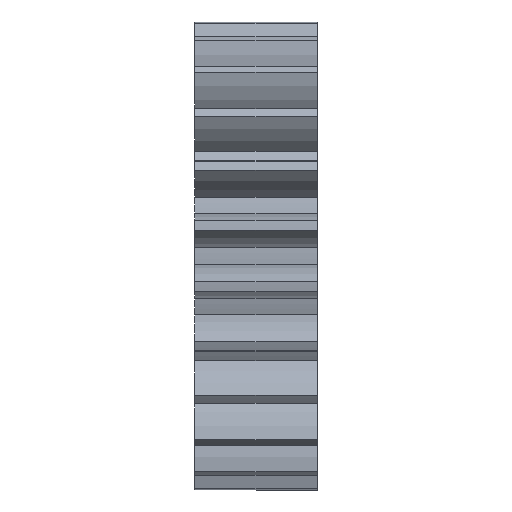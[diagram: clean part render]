
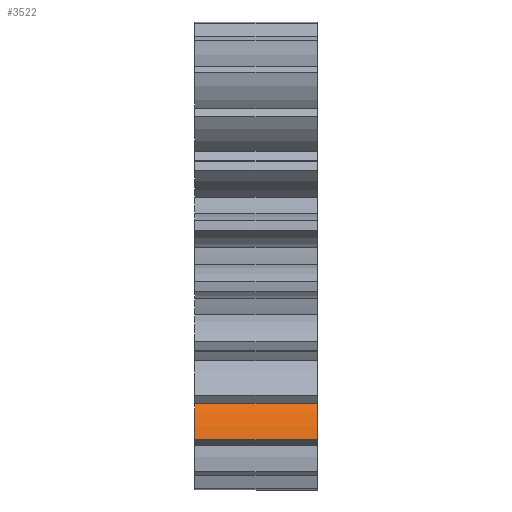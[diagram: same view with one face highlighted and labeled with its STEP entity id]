
A CAD part, front view. The second image highlights one B-rep face of the part: STEP entity #3522.
In plain terms, the highlighted cylindrical face has radius 5.08 mm (diameter 10.16 mm), a partial arc.
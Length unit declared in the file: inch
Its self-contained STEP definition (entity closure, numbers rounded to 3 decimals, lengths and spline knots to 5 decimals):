
#71 = VECTOR ( 'NONE', #3235, 39.37008 ) ;
#132 = ORIENTED_EDGE ( 'NONE', *, *, #1628, .T. ) ;
#344 = DIRECTION ( 'NONE',  ( 0., 0., 1. ) ) ;
#369 = CARTESIAN_POINT ( 'NONE',  ( 0.28125, -0.14031, -0.44841 ) ) ;
#481 = CARTESIAN_POINT ( 'NONE',  ( 0., -0.14031, -0.44841 ) ) ;
#494 = AXIS2_PLACEMENT_3D ( 'NONE', #369, #1487, #2269 ) ;
#575 = DIRECTION ( 'NONE',  ( -1., 0., 0. ) ) ;
#582 = VERTEX_POINT ( 'NONE', #1994 ) ;
#699 = EDGE_CURVE ( 'NONE', #1924, #1641, #1829, .T. ) ;
#819 = CARTESIAN_POINT ( 'NONE',  ( 0.28125, -0.30209, -0.33082 ) ) ;
#1084 = VECTOR ( 'NONE', #2327, 39.37008 ) ;
#1187 = CARTESIAN_POINT ( 'NONE',  ( 0., -0.33866, -0.42275 ) ) ;
#1205 = CARTESIAN_POINT ( 'NONE',  ( 0.14062, -0.33866, -0.42275 ) ) ;
#1487 = DIRECTION ( 'NONE',  ( -1., 0., 0. ) ) ;
#1609 = EDGE_CURVE ( 'NONE', #1634, #582, #2587, .T. ) ;
#1624 = ORIENTED_EDGE ( 'NONE', *, *, #699, .T. ) ;
#1628 = EDGE_CURVE ( 'NONE', #582, #1924, #2017, .T. ) ;
#1634 = VERTEX_POINT ( 'NONE', #1187 ) ;
#1641 = VERTEX_POINT ( 'NONE', #3398 ) ;
#1671 = AXIS2_PLACEMENT_3D ( 'NONE', #481, #2467, #3313 ) ;
#1829 = LINE ( 'NONE', #2089, #71 ) ;
#1924 = VERTEX_POINT ( 'NONE', #819 ) ;
#1994 = CARTESIAN_POINT ( 'NONE',  ( 0.28125, -0.33866, -0.42275 ) ) ;
#2017 = CIRCLE ( 'NONE', #494, 0.2 ) ;
#2089 = CARTESIAN_POINT ( 'NONE',  ( 0.28125, -0.30209, -0.33082 ) ) ;
#2269 = DIRECTION ( 'NONE',  ( 0., -0.707, 0.707 ) ) ;
#2327 = DIRECTION ( 'NONE',  ( 1., 0., 0. ) ) ;
#2425 = EDGE_LOOP ( 'NONE', ( #3530, #132, #1624, #2434 ) ) ;
#2434 = ORIENTED_EDGE ( 'NONE', *, *, #3449, .T. ) ;
#2467 = DIRECTION ( 'NONE',  ( 1., 0., 0. ) ) ;
#2587 = LINE ( 'NONE', #1205, #1084 ) ;
#2824 = CIRCLE ( 'NONE', #1671, 0.2 ) ;
#2850 = FACE_OUTER_BOUND ( 'NONE', #2425, .T. ) ;
#3008 = AXIS2_PLACEMENT_3D ( 'NONE', #3664, #575, #344 ) ;
#3235 = DIRECTION ( 'NONE',  ( -1., 0., 0. ) ) ;
#3313 = DIRECTION ( 'NONE',  ( 0., 0., -1. ) ) ;
#3387 = CYLINDRICAL_SURFACE ( 'NONE', #3008, 0.2 ) ;
#3398 = CARTESIAN_POINT ( 'NONE',  ( 0., -0.30209, -0.33082 ) ) ;
#3449 = EDGE_CURVE ( 'NONE', #1641, #1634, #2824, .T. ) ;
#3522 = ADVANCED_FACE ( 'NONE', ( #2850 ), #3387, .T. ) ;
#3530 = ORIENTED_EDGE ( 'NONE', *, *, #1609, .T. ) ;
#3664 = CARTESIAN_POINT ( 'NONE',  ( 0.28125, -0.14031, -0.44841 ) ) ;
